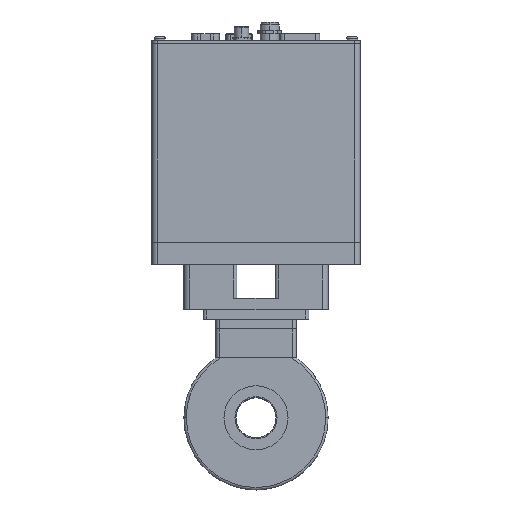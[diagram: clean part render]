
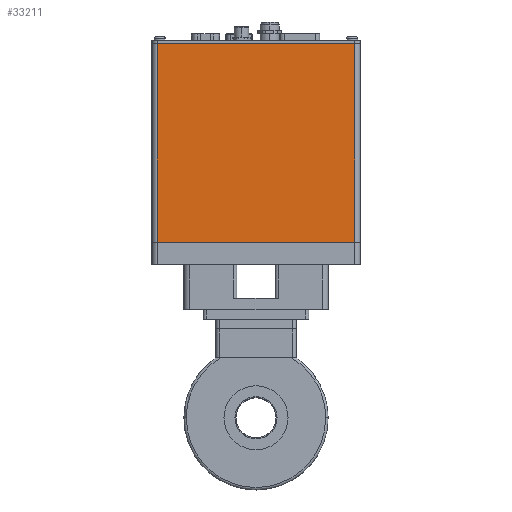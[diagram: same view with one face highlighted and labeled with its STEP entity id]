
A CAD part, top view. The second image highlights one B-rep face of the part: STEP entity #33211.
In plain terms, the highlighted planar face has unit normal (0, 0, 1).
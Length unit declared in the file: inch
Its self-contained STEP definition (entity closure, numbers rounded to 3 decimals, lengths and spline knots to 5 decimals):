
#1775 = DIRECTION ( 'NONE',  ( 0., -1., 0. ) ) ;
#1968 = PLANE ( 'NONE',  #17557 ) ;
#2145 = ORIENTED_EDGE ( 'NONE', *, *, #7390, .T. ) ;
#5592 = EDGE_LOOP ( 'NONE', ( #29156, #11976, #20034, #2145 ) ) ;
#7390 = EDGE_CURVE ( 'NONE', #36349, #25454, #35537, .T. ) ;
#7572 = CARTESIAN_POINT ( 'NONE',  ( -2.59353, 4.3811, 5.31496 ) ) ;
#7977 = CARTESIAN_POINT ( 'NONE',  ( -2.45573, 4.3811, 5.31496 ) ) ;
#9383 = LINE ( 'NONE', #11494, #31792 ) ;
#10634 = FACE_OUTER_BOUND ( 'NONE', #5592, .T. ) ;
#11494 = CARTESIAN_POINT ( 'NONE',  ( -2.59353, 4.3811, 5.31496 ) ) ;
#11976 = ORIENTED_EDGE ( 'NONE', *, *, #37893, .T. ) ;
#12779 = CARTESIAN_POINT ( 'NONE',  ( 2.38679, 9.26299, 5.31496 ) ) ;
#13197 = VECTOR ( 'NONE', #18515, 39.37008 ) ;
#14863 = VECTOR ( 'NONE', #18342, 39.37008 ) ;
#16417 = DIRECTION ( 'NONE',  ( 0., 0., 1. ) ) ;
#16735 = CARTESIAN_POINT ( 'NONE',  ( -2.45573, 9.26299, 5.31496 ) ) ;
#17557 = AXIS2_PLACEMENT_3D ( 'NONE', #7572, #16417, #1775 ) ;
#18342 = DIRECTION ( 'NONE',  ( 0., 1., 0. ) ) ;
#18515 = DIRECTION ( 'NONE',  ( 0., -1., 0. ) ) ;
#20034 = ORIENTED_EDGE ( 'NONE', *, *, #22865, .T. ) ;
#21811 = CARTESIAN_POINT ( 'NONE',  ( -2.45573, 4.3811, 5.31496 ) ) ;
#22865 = EDGE_CURVE ( 'NONE', #34564, #36349, #9383, .T. ) ;
#23572 = CARTESIAN_POINT ( 'NONE',  ( 2.38679, 4.3811, 5.31496 ) ) ;
#25454 = VERTEX_POINT ( 'NONE', #12779 ) ;
#29156 = ORIENTED_EDGE ( 'NONE', *, *, #30745, .F. ) ;
#30339 = VECTOR ( 'NONE', #31790, 39.37008 ) ;
#30745 = EDGE_CURVE ( 'NONE', #30789, #25454, #31235, .T. ) ;
#30789 = VERTEX_POINT ( 'NONE', #16735 ) ;
#31077 = LINE ( 'NONE', #21811, #13197 ) ;
#31235 = LINE ( 'NONE', #36835, #30339 ) ;
#31790 = DIRECTION ( 'NONE',  ( 1., 0., 0. ) ) ;
#31792 = VECTOR ( 'NONE', #32731, 39.37008 ) ;
#32520 = CARTESIAN_POINT ( 'NONE',  ( 2.38679, 4.3811, 5.31496 ) ) ;
#32731 = DIRECTION ( 'NONE',  ( 1., 0., 0. ) ) ;
#33211 = ADVANCED_FACE ( 'NONE', ( #10634 ), #1968, .T. ) ;
#34564 = VERTEX_POINT ( 'NONE', #7977 ) ;
#35537 = LINE ( 'NONE', #23572, #14863 ) ;
#36349 = VERTEX_POINT ( 'NONE', #32520 ) ;
#36835 = CARTESIAN_POINT ( 'NONE',  ( -2.59353, 9.26299, 5.31496 ) ) ;
#37893 = EDGE_CURVE ( 'NONE', #30789, #34564, #31077, .T. ) ;
